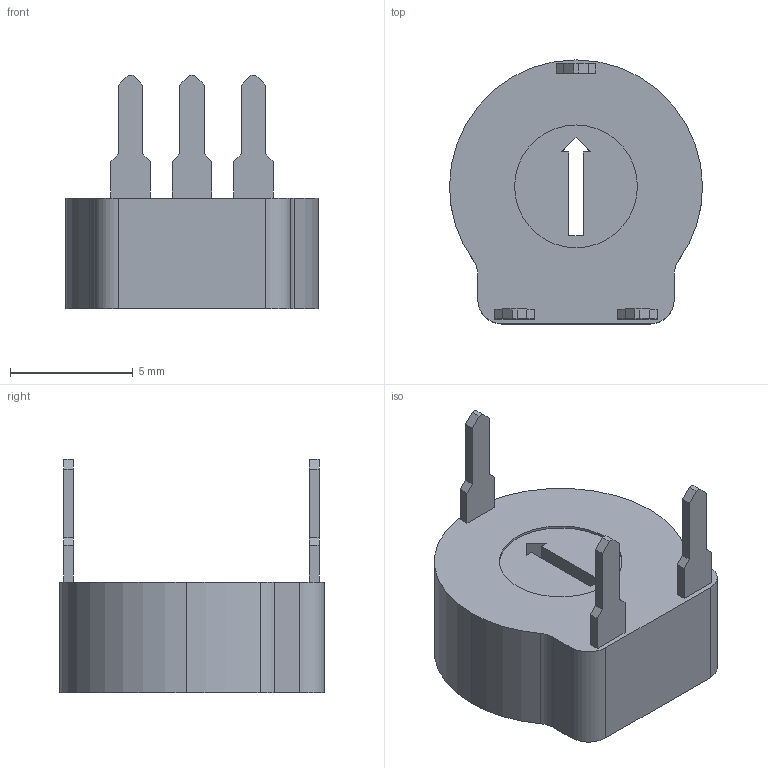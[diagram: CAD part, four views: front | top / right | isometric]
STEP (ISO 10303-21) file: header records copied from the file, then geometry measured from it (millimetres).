
FILE_DESCRIPTION (( 'STEP AP214' ), '1' );
FILE_NAME ('Potentiometer_Vertical.STEP', '2019-08-22T14:46:12', ( '' ), ( '' ), 'SwSTEP 2.0', 'SolidWorks 2018', '' );
FILE_SCHEMA (( 'AUTOMOTIVE_DESIGN' ));
Length unit declared in the file: millimetre
Products named in the file (1): Potentiometer_Vertical
Bounding box: 10.3 x 10.75 x 9.5 mm (x, y, z)
Volume: 402.9 mm3; surface area: 425.9 mm2
Topology: 1 solids, 1 shells, 58 faces, 153 edges, 102 vertices
Faces by surface type: plane 47, cylinder 11
Entity records: 2279 total; most frequent: CARTESIAN_POINT 314, ORIENTED_EDGE 306, DIRECTION 293, EDGE_CURVE 153, LINE 131, VECTOR 131, VERTEX_POINT 102, AXIS2_PLACEMENT_3D 81
